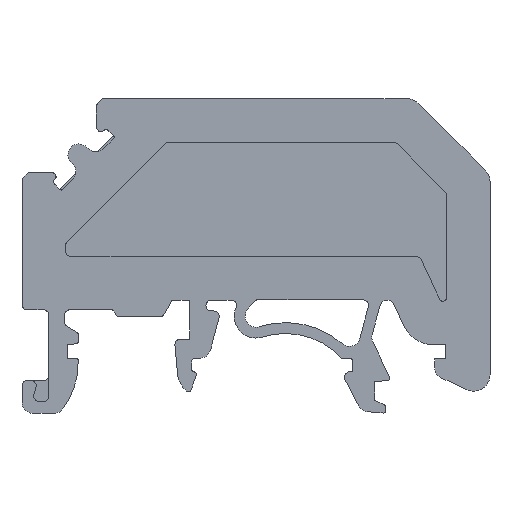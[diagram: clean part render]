
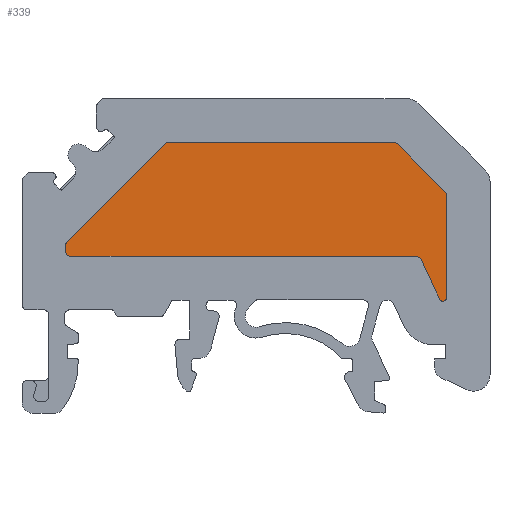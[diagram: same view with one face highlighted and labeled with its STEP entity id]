
A CAD part, front view. The second image highlights one B-rep face of the part: STEP entity #339.
In plain terms, the highlighted planar face has unit normal (0, -1, 0).
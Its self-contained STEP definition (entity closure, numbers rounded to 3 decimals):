
#339 = ADVANCED_FACE( '', ( #818 ), #819, .T. );
#818 = FACE_OUTER_BOUND( '', #1439, .T. );
#819 = PLANE( '', #1440 );
#1439 = EDGE_LOOP( '', ( #2334, #2335, #2336, #2337, #2338, #2339, #2340, #2341, #2342, #2343, #2344, #2345, #2346, #2347 ) );
#1440 = AXIS2_PLACEMENT_3D( '', #2348, #2349, #2350 );
#2334 = ORIENTED_EDGE( '', *, *, #4140, .F. );
#2335 = ORIENTED_EDGE( '', *, *, #4038, .F. );
#2336 = ORIENTED_EDGE( '', *, *, #4134, .F. );
#2337 = ORIENTED_EDGE( '', *, *, #4137, .F. );
#2338 = ORIENTED_EDGE( '', *, *, #4126, .F. );
#2339 = ORIENTED_EDGE( '', *, *, #4143, .F. );
#2340 = ORIENTED_EDGE( '', *, *, #4144, .F. );
#2341 = ORIENTED_EDGE( '', *, *, #4145, .F. );
#2342 = ORIENTED_EDGE( '', *, *, #4146, .F. );
#2343 = ORIENTED_EDGE( '', *, *, #3889, .F. );
#2344 = ORIENTED_EDGE( '', *, *, #4147, .F. );
#2345 = ORIENTED_EDGE( '', *, *, #4148, .F. );
#2346 = ORIENTED_EDGE( '', *, *, #4149, .F. );
#2347 = ORIENTED_EDGE( '', *, *, #4150, .F. );
#2348 = CARTESIAN_POINT( '', ( 14.717, 7., -0.54 ) );
#2349 = DIRECTION( '', ( 0., -1., 0. ) );
#2350 = DIRECTION( '', ( 0., 0., -1. ) );
#3889 = EDGE_CURVE( '', #4689, #4691, #4692, .T. );
#4038 = EDGE_CURVE( '', #4949, #4951, #4952, .T. );
#4126 = EDGE_CURVE( '', #5099, #5101, #5102, .T. );
#4134 = EDGE_CURVE( '', #5110, #4949, #5112, .T. );
#4137 = EDGE_CURVE( '', #5101, #5110, #5115, .T. );
#4140 = EDGE_CURVE( '', #4951, #5119, #5120, .T. );
#4143 = EDGE_CURVE( '', #5123, #5099, #5124, .T. );
#4144 = EDGE_CURVE( '', #5125, #5123, #5126, .T. );
#4145 = EDGE_CURVE( '', #5127, #5125, #5128, .T. );
#4146 = EDGE_CURVE( '', #4691, #5127, #5129, .T. );
#4147 = EDGE_CURVE( '', #5130, #4689, #5131, .T. );
#4148 = EDGE_CURVE( '', #5132, #5130, #5133, .T. );
#4149 = EDGE_CURVE( '', #5134, #5132, #5135, .T. );
#4150 = EDGE_CURVE( '', #5119, #5134, #5136, .T. );
#4689 = VERTEX_POINT( '', #5883 );
#4691 = VERTEX_POINT( '', #5886 );
#4692 = LINE( '', #5887, #5888 );
#4949 = VERTEX_POINT( '', #6229 );
#4951 = VERTEX_POINT( '', #6232 );
#4952 = LINE( '', #6233, #6234 );
#5099 = VERTEX_POINT( '', #6437 );
#5101 = VERTEX_POINT( '', #6440 );
#5102 = CIRCLE( '', #6441, 0.5 );
#5110 = VERTEX_POINT( '', #6450 );
#5112 = CIRCLE( '', #6453, 0.335 );
#5115 = LINE( '', #6457, #6458 );
#5119 = VERTEX_POINT( '', #6462 );
#5120 = CIRCLE( '', #6463, 0.5 );
#5123 = VERTEX_POINT( '', #6467 );
#5124 = LINE( '', #6468, #6469 );
#5125 = VERTEX_POINT( '', #6470 );
#5126 = CIRCLE( '', #6471, 0.5 );
#5127 = VERTEX_POINT( '', #6472 );
#5128 = LINE( '', #6473, #6474 );
#5129 = CIRCLE( '', #6475, 0.5 );
#5130 = VERTEX_POINT( '', #6476 );
#5131 = CIRCLE( '', #6477, 0.5 );
#5132 = VERTEX_POINT( '', #6478 );
#5133 = LINE( '', #6479, #6480 );
#5134 = VERTEX_POINT( '', #6481 );
#5135 = CIRCLE( '', #6482, 0.5 );
#5136 = LINE( '', #6483, #6484 );
#5883 = CARTESIAN_POINT( '', ( -17.353, 7., 1.306 ) );
#5886 = CARTESIAN_POINT( '', ( -8.339, 7., 10.304 ) );
#5887 = CARTESIAN_POINT( '', ( -17.353, 7., 1.306 ) );
#5888 = VECTOR( '', #7466, 1000. );
#6229 = CARTESIAN_POINT( '', ( 16.862, 7., -3.957 ) );
#6232 = CARTESIAN_POINT( '', ( 15.171, 7., -0.329 ) );
#6233 = CARTESIAN_POINT( '', ( 16.862, 7., -3.957 ) );
#6234 = VECTOR( '', #7648, 1000. );
#6437 = CARTESIAN_POINT( '', ( 17.354, 7., 5.94 ) );
#6440 = CARTESIAN_POINT( '', ( 17.5, 7., 5.586 ) );
#6441 = AXIS2_PLACEMENT_3D( '', #7739, #7740, #7741 );
#6450 = CARTESIAN_POINT( '', ( 17.5, 7., -3.815 ) );
#6453 = AXIS2_PLACEMENT_3D( '', #7753, #7754, #7755 );
#6457 = CARTESIAN_POINT( '', ( 17.5, 7., 5.586 ) );
#6458 = VECTOR( '', #7757, 1000. );
#6462 = CARTESIAN_POINT( '', ( 14.717, 7., -0.04 ) );
#6463 = AXIS2_PLACEMENT_3D( '', #7761, #7762, #7763 );
#6467 = CARTESIAN_POINT( '', ( 12.99, 7., 10.304 ) );
#6468 = CARTESIAN_POINT( '', ( 12.99, 7., 10.304 ) );
#6469 = VECTOR( '', #7765, 1000. );
#6470 = CARTESIAN_POINT( '', ( 12.636, 7., 10.45 ) );
#6471 = AXIS2_PLACEMENT_3D( '', #7766, #7767, #7768 );
#6472 = CARTESIAN_POINT( '', ( -7.986, 7., 10.45 ) );
#6473 = CARTESIAN_POINT( '', ( -7.986, 7., 10.45 ) );
#6474 = VECTOR( '', #7769, 1000. );
#6475 = AXIS2_PLACEMENT_3D( '', #7770, #7771, #7772 );
#6476 = CARTESIAN_POINT( '', ( -17.5, 7., 0.952 ) );
#6477 = AXIS2_PLACEMENT_3D( '', #7773, #7774, #7775 );
#6478 = CARTESIAN_POINT( '', ( -17.5, 7., 0.46 ) );
#6479 = CARTESIAN_POINT( '', ( -17.5, 7., 0.46 ) );
#6480 = VECTOR( '', #7776, 1000. );
#6481 = CARTESIAN_POINT( '', ( -17., 7., -0.04 ) );
#6482 = AXIS2_PLACEMENT_3D( '', #7777, #7778, #7779 );
#6483 = CARTESIAN_POINT( '', ( 14.717, 7., -0.04 ) );
#6484 = VECTOR( '', #7780, 1000. );
#7466 = DIRECTION( '', ( 0.708, 0., 0.706 ) );
#7648 = DIRECTION( '', ( -0.423, 0., 0.906 ) );
#7739 = CARTESIAN_POINT( '', ( 17., 7., 5.586 ) );
#7740 = DIRECTION( '', ( 0., 1., 0. ) );
#7741 = DIRECTION( '', ( -1., 0., 0. ) );
#7753 = CARTESIAN_POINT( '', ( 17.165, 7., -3.815 ) );
#7754 = DIRECTION( '', ( 0., 1., 0. ) );
#7755 = DIRECTION( '', ( 1., 0., 0. ) );
#7757 = DIRECTION( '', ( 0., 0., -1. ) );
#7761 = CARTESIAN_POINT( '', ( 14.717, 7., -0.54 ) );
#7762 = DIRECTION( '', ( 0., -1., 0. ) );
#7763 = DIRECTION( '', ( 1., 0., 0. ) );
#7765 = DIRECTION( '', ( 0.707, 0., -0.707 ) );
#7766 = CARTESIAN_POINT( '', ( 12.636, 7., 9.95 ) );
#7767 = DIRECTION( '', ( 0., 1., 0. ) );
#7768 = DIRECTION( '', ( 1., 0., 0. ) );
#7769 = DIRECTION( '', ( 1., 0., 0. ) );
#7770 = CARTESIAN_POINT( '', ( -7.986, 7., 9.95 ) );
#7771 = DIRECTION( '', ( 0., 1., 0. ) );
#7772 = DIRECTION( '', ( 1., 0., 0. ) );
#7773 = CARTESIAN_POINT( '', ( -17., 7., 0.952 ) );
#7774 = DIRECTION( '', ( 0., 1., 0. ) );
#7775 = DIRECTION( '', ( 1., 0., 0. ) );
#7776 = DIRECTION( '', ( 0., 0., 1. ) );
#7777 = CARTESIAN_POINT( '', ( -17., 7., 0.46 ) );
#7778 = DIRECTION( '', ( 0., 1., 0. ) );
#7779 = DIRECTION( '', ( 1., 0., 0. ) );
#7780 = DIRECTION( '', ( -1., 0., 0. ) );
